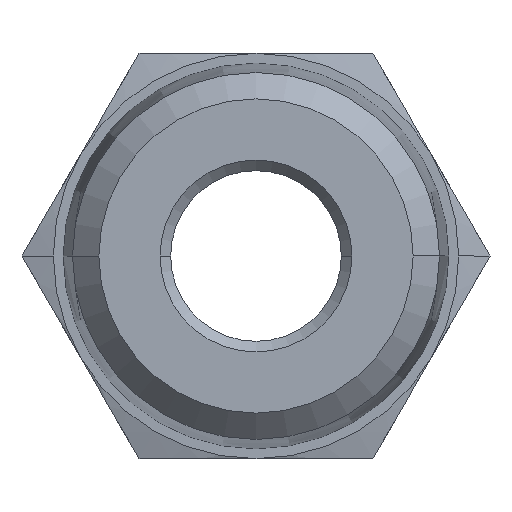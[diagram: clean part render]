
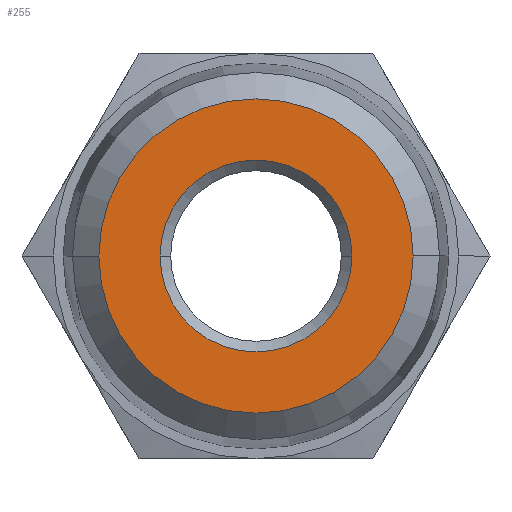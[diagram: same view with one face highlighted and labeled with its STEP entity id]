
A CAD part, left-side view. The second image highlights one B-rep face of the part: STEP entity #255.
In plain terms, the highlighted planar face has unit normal (-1, 0, 0).
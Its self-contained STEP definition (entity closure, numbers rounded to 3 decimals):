
#255 = ADVANCED_FACE( '', ( #477, #478 ), #479, .T. );
#477 = FACE_BOUND( '', #748, .T. );
#478 = FACE_OUTER_BOUND( '', #749, .T. );
#479 = PLANE( '', #750 );
#748 = EDGE_LOOP( '', ( #1491, #1492 ) );
#749 = EDGE_LOOP( '', ( #1493, #1494 ) );
#750 = AXIS2_PLACEMENT_3D( '', #1495, #1496, #1497 );
#1491 = ORIENTED_EDGE( '', *, *, #2000, .F. );
#1492 = ORIENTED_EDGE( '', *, *, #1847, .F. );
#1493 = ORIENTED_EDGE( '', *, *, #1817, .T. );
#1494 = ORIENTED_EDGE( '', *, *, #2013, .T. );
#1495 = CARTESIAN_POINT( '', ( -16., 5.933, 0. ) );
#1496 = DIRECTION( '', ( -1., 0., 0. ) );
#1497 = DIRECTION( '', ( 0., 1., 0. ) );
#1817 = EDGE_CURVE( '', #2107, #2111, #2113, .T. );
#1847 = EDGE_CURVE( '', #2165, #2163, #2167, .T. );
#2000 = EDGE_CURVE( '', #2163, #2165, #2416, .T. );
#2013 = EDGE_CURVE( '', #2111, #2107, #2429, .T. );
#2107 = VERTEX_POINT( '', #2575 );
#2111 = VERTEX_POINT( '', #2580 );
#2113 = CIRCLE( '', #2583, 7.365 );
#2163 = VERTEX_POINT( '', #2649 );
#2165 = VERTEX_POINT( '', #2652 );
#2167 = CIRCLE( '', #2655, 4.5 );
#2416 = CIRCLE( '', #3216, 4.5 );
#2429 = CIRCLE( '', #3229, 7.365 );
#2575 = CARTESIAN_POINT( '', ( -16., 7.365, 0. ) );
#2580 = CARTESIAN_POINT( '', ( -16., -7.365, 0. ) );
#2583 = AXIS2_PLACEMENT_3D( '', #3623, #3624, #3625 );
#2649 = CARTESIAN_POINT( '', ( -16., 4.5, 0. ) );
#2652 = CARTESIAN_POINT( '', ( -16., -4.5, 0. ) );
#2655 = AXIS2_PLACEMENT_3D( '', #3677, #3678, #3679 );
#3216 = AXIS2_PLACEMENT_3D( '', #3872, #3873, #3874 );
#3229 = AXIS2_PLACEMENT_3D( '', #3911, #3912, #3913 );
#3623 = CARTESIAN_POINT( '', ( -16., 0., 0. ) );
#3624 = DIRECTION( '', ( -1., 0., 0. ) );
#3625 = DIRECTION( '', ( 0., 1., 0. ) );
#3677 = CARTESIAN_POINT( '', ( -16., 0., 0. ) );
#3678 = DIRECTION( '', ( -1., 0., 0. ) );
#3679 = DIRECTION( '', ( 0., 1., 0. ) );
#3872 = CARTESIAN_POINT( '', ( -16., 0., 0. ) );
#3873 = DIRECTION( '', ( -1., 0., 0. ) );
#3874 = DIRECTION( '', ( 0., 1., 0. ) );
#3911 = CARTESIAN_POINT( '', ( -16., 0., 0. ) );
#3912 = DIRECTION( '', ( -1., 0., 0. ) );
#3913 = DIRECTION( '', ( 0., 1., 0. ) );
